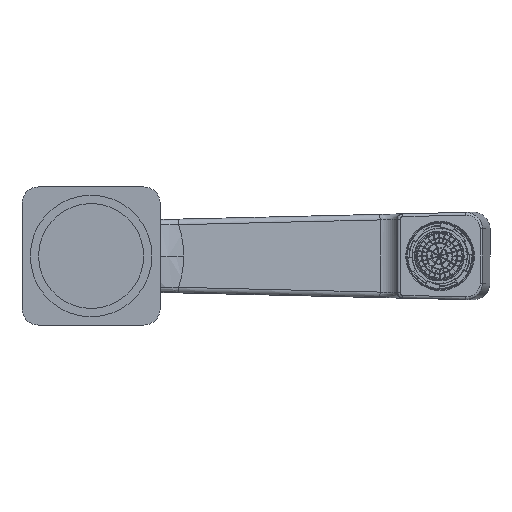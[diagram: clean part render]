
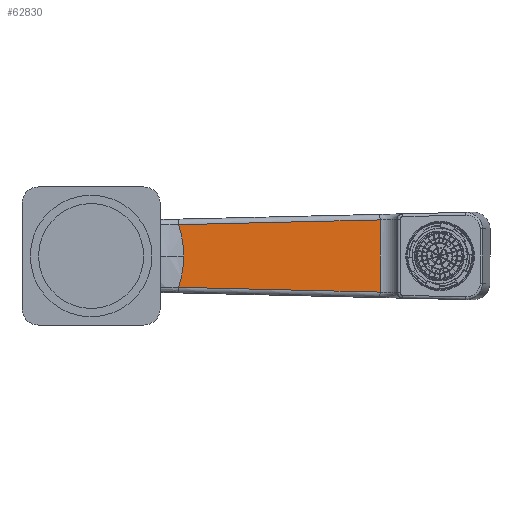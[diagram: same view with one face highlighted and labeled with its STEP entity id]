
A CAD part, front view. The second image highlights one B-rep face of the part: STEP entity #62830.
In plain terms, the highlighted planar face has unit normal (0.107, -0.994, 0).
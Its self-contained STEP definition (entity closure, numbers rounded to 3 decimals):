
#240 = VECTOR ( 'NONE', #1144, 1000. ) ;
#1144 = DIRECTION ( 'NONE',  ( 0., 0., 1. ) ) ;
#1823 =( BOUNDED_CURVE ( )  B_SPLINE_CURVE ( 3, ( #28119, #6591, #11937, #12173 ),
 .UNSPECIFIED., .F., .T. ) 
 B_SPLINE_CURVE_WITH_KNOTS ( ( 4, 4 ),
 ( 0., 0.327 ),
 .UNSPECIFIED. ) 
 CURVE ( )  GEOMETRIC_REPRESENTATION_ITEM ( )  RATIONAL_B_SPLINE_CURVE ( ( 1., 0.991, 0.991, 1. ) ) 
 REPRESENTATION_ITEM ( '' )  );
#2182 = CARTESIAN_POINT ( 'NONE',  ( 81.61, 52.666, -13.165 ) ) ;
#2791 = VECTOR ( 'NONE', #42911, 1000. ) ;
#2808 = VERTEX_POINT ( 'NONE', #53797 ) ;
#6250 = CARTESIAN_POINT ( 'NONE',  ( 81.544, 52.659, -16. ) ) ;
#6591 = CARTESIAN_POINT ( 'NONE',  ( 5.802, 44.471, -3.863 ) ) ;
#6804 = AXIS2_PLACEMENT_3D ( 'NONE', #6250, #64516, #38252 ) ;
#11756 = CARTESIAN_POINT ( 'NONE',  ( 76.884, 52.155, 15.169 ) ) ;
#11835 = EDGE_CURVE ( 'NONE', #29940, #14992, #67369, .T. ) ;
#11937 = CARTESIAN_POINT ( 'NONE',  ( 5.174, 44.403, -7.675 ) ) ;
#12173 = CARTESIAN_POINT ( 'NONE',  ( 3.935, 44.269, -11.335 ) ) ;
#14389 = CARTESIAN_POINT ( 'NONE',  ( 5.174, 44.403, 7.675 ) ) ;
#14992 = VERTEX_POINT ( 'NONE', #31981 ) ;
#15936 = EDGE_CURVE ( 'NONE', #2808, #57799, #21019, .T. ) ;
#19781 = CARTESIAN_POINT ( 'NONE',  ( 5.802, 44.471, 0. ) ) ;
#21019 = LINE ( 'NONE', #11756, #240 ) ;
#22168 = CARTESIAN_POINT ( 'NONE',  ( 3.935, 44.269, 11.335 ) ) ;
#26875 = EDGE_LOOP ( 'NONE', ( #29548, #52851, #47087, #49467, #27888 ) ) ;
#27026 = LINE ( 'NONE', #2182, #2791 ) ;
#27320 = PLANE ( 'NONE',  #6804 ) ;
#27888 = ORIENTED_EDGE ( 'NONE', *, *, #39981, .T. ) ;
#28119 = CARTESIAN_POINT ( 'NONE',  ( 5.802, 44.471, 0. ) ) ;
#29548 = ORIENTED_EDGE ( 'NONE', *, *, #11835, .T. ) ;
#29605 = CARTESIAN_POINT ( 'NONE',  ( 3.935, 44.269, -11.335 ) ) ;
#29872 = FACE_OUTER_BOUND ( 'NONE', #26875, .T. ) ;
#29940 = VERTEX_POINT ( 'NONE', #22168 ) ;
#30073 = DIRECTION ( 'NONE',  ( -0.994, -0.107, -0.023 ) ) ;
#31981 = CARTESIAN_POINT ( 'NONE',  ( 5.802, 44.471, 0. ) ) ;
#35197 = CARTESIAN_POINT ( 'NONE',  ( 80.865, 52.586, 13.148 ) ) ;
#36768 = VERTEX_POINT ( 'NONE', #29605 ) ;
#38252 = DIRECTION ( 'NONE',  ( 0.994, 0.107, 0. ) ) ;
#39981 = EDGE_CURVE ( 'NONE', #57799, #29940, #43205, .T. ) ;
#41533 = VECTOR ( 'NONE', #30073, 1000. ) ;
#42911 = DIRECTION ( 'NONE',  ( 0.994, 0.107, -0.023 ) ) ;
#43205 = LINE ( 'NONE', #35197, #41533 ) ;
#44018 = EDGE_CURVE ( 'NONE', #36768, #2808, #27026, .T. ) ;
#46296 = CARTESIAN_POINT ( 'NONE',  ( 3.935, 44.269, 11.335 ) ) ;
#47087 = ORIENTED_EDGE ( 'NONE', *, *, #44018, .T. ) ;
#47402 = CARTESIAN_POINT ( 'NONE',  ( 76.884, 52.155, 13.054 ) ) ;
#49357 = EDGE_CURVE ( 'NONE', #14992, #36768, #1823, .T. ) ;
#49467 = ORIENTED_EDGE ( 'NONE', *, *, #15936, .T. ) ;
#51673 = CARTESIAN_POINT ( 'NONE',  ( 5.802, 44.471, 3.863 ) ) ;
#52851 = ORIENTED_EDGE ( 'NONE', *, *, #49357, .T. ) ;
#53797 = CARTESIAN_POINT ( 'NONE',  ( 76.884, 52.155, -13.054 ) ) ;
#57799 = VERTEX_POINT ( 'NONE', #47402 ) ;
#62830 = ADVANCED_FACE ( 'NONE', ( #29872 ), #27320, .T. ) ;
#64516 = DIRECTION ( 'NONE',  ( 0.107, -0.994, 0. ) ) ;
#67369 =( BOUNDED_CURVE ( )  B_SPLINE_CURVE ( 3, ( #46296, #14389, #51673, #19781 ),
 .UNSPECIFIED., .F., .T. ) 
 B_SPLINE_CURVE_WITH_KNOTS ( ( 4, 4 ),
 ( 5.957, 6.283 ),
 .UNSPECIFIED. ) 
 CURVE ( )  GEOMETRIC_REPRESENTATION_ITEM ( )  RATIONAL_B_SPLINE_CURVE ( ( 1., 0.991, 0.991, 1. ) ) 
 REPRESENTATION_ITEM ( '' )  );
